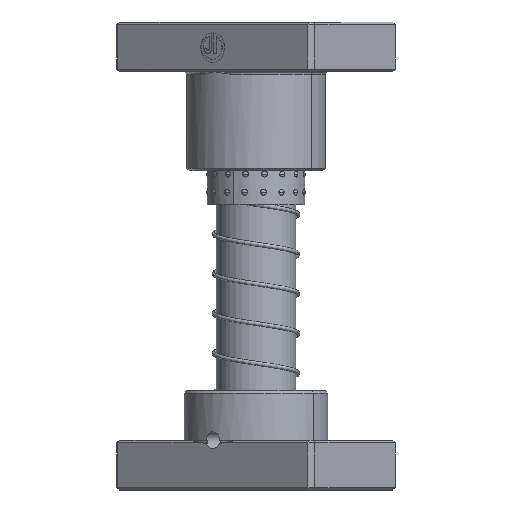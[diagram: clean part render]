
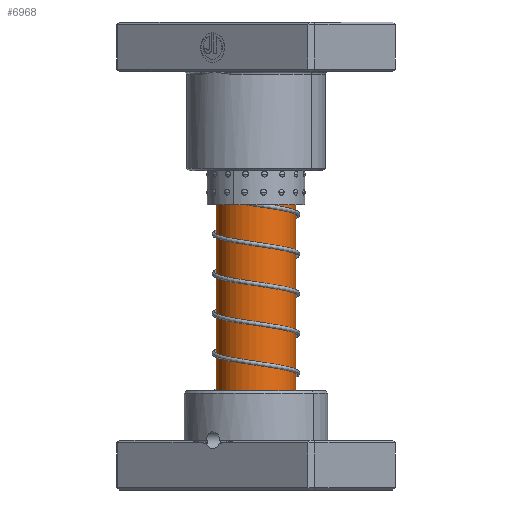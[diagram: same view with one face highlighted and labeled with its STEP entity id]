
A CAD part, front view. The second image highlights one B-rep face of the part: STEP entity #6968.
In plain terms, the highlighted cylindrical face has radius 16 mm (diameter 32 mm), a partial arc.
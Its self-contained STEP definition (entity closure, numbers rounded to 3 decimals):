
#1160 = VERTEX_POINT ( 'NONE', #28296 ) ;
#1364 = AXIS2_PLACEMENT_3D ( 'NONE', #4544, #26781, #7721 ) ;
#1793 = VERTEX_POINT ( 'NONE', #5162 ) ;
#2591 = DIRECTION ( 'NONE',  ( 0., 0., -1. ) ) ;
#2929 = AXIS2_PLACEMENT_3D ( 'NONE', #12359, #34556, #15529 ) ;
#4544 = CARTESIAN_POINT ( 'NONE',  ( 0., 0., 147. ) ) ;
#5162 = CARTESIAN_POINT ( 'NONE',  ( -16., 0., 24.25 ) ) ;
#5320 = VERTEX_POINT ( 'NONE', #40405 ) ;
#6198 = ORIENTED_EDGE ( 'NONE', *, *, #32535, .F. ) ;
#6968 = ADVANCED_FACE ( 'NONE', ( #26166 ), #25165, .T. ) ;
#7283 = ORIENTED_EDGE ( 'NONE', *, *, #7310, .F. ) ;
#7310 = EDGE_CURVE ( 'NONE', #38686, #5320, #30093, .T. ) ;
#7315 = ORIENTED_EDGE ( 'NONE', *, *, #10075, .T. ) ;
#7721 = DIRECTION ( 'NONE',  ( 1., 0., 0. ) ) ;
#9867 = DIRECTION ( 'NONE',  ( -1., 0., 0. ) ) ;
#10075 = EDGE_CURVE ( 'NONE', #38686, #1160, #16592, .T. ) ;
#10997 = LINE ( 'NONE', #39194, #26903 ) ;
#11889 = CIRCLE ( 'NONE', #2929, 16. ) ;
#12359 = CARTESIAN_POINT ( 'NONE',  ( 0., 0., 24.25 ) ) ;
#15529 = DIRECTION ( 'NONE',  ( -1., 0., 0. ) ) ;
#16592 = CIRCLE ( 'NONE', #1364, 16. ) ;
#20020 = DIRECTION ( 'NONE',  ( 0., 0., -1. ) ) ;
#20173 = EDGE_CURVE ( 'NONE', #1160, #1793, #10997, .T. ) ;
#21626 = VECTOR ( 'NONE', #2591, 1000. ) ;
#22482 = DIRECTION ( 'NONE',  ( 0., 0., -1. ) ) ;
#25165 = CYLINDRICAL_SURFACE ( 'NONE', #26661, 16. ) ;
#25369 = CARTESIAN_POINT ( 'NONE',  ( 16., 0., 147. ) ) ;
#26166 = FACE_OUTER_BOUND ( 'NONE', #36670, .T. ) ;
#26661 = AXIS2_PLACEMENT_3D ( 'NONE', #28903, #22482, #9867 ) ;
#26781 = DIRECTION ( 'NONE',  ( 0., 0., -1. ) ) ;
#26903 = VECTOR ( 'NONE', #20020, 1000. ) ;
#28296 = CARTESIAN_POINT ( 'NONE',  ( -16., 0., 147. ) ) ;
#28903 = CARTESIAN_POINT ( 'NONE',  ( 0., 0., 150. ) ) ;
#30093 = LINE ( 'NONE', #37476, #21626 ) ;
#32535 = EDGE_CURVE ( 'NONE', #5320, #1793, #11889, .T. ) ;
#34556 = DIRECTION ( 'NONE',  ( 0., 0., -1. ) ) ;
#36670 = EDGE_LOOP ( 'NONE', ( #7283, #7315, #39081, #6198 ) ) ;
#37476 = CARTESIAN_POINT ( 'NONE',  ( 16., 0., 150. ) ) ;
#38686 = VERTEX_POINT ( 'NONE', #25369 ) ;
#39081 = ORIENTED_EDGE ( 'NONE', *, *, #20173, .T. ) ;
#39194 = CARTESIAN_POINT ( 'NONE',  ( -16., 0., 150. ) ) ;
#40405 = CARTESIAN_POINT ( 'NONE',  ( 16., 0., 24.25 ) ) ;
